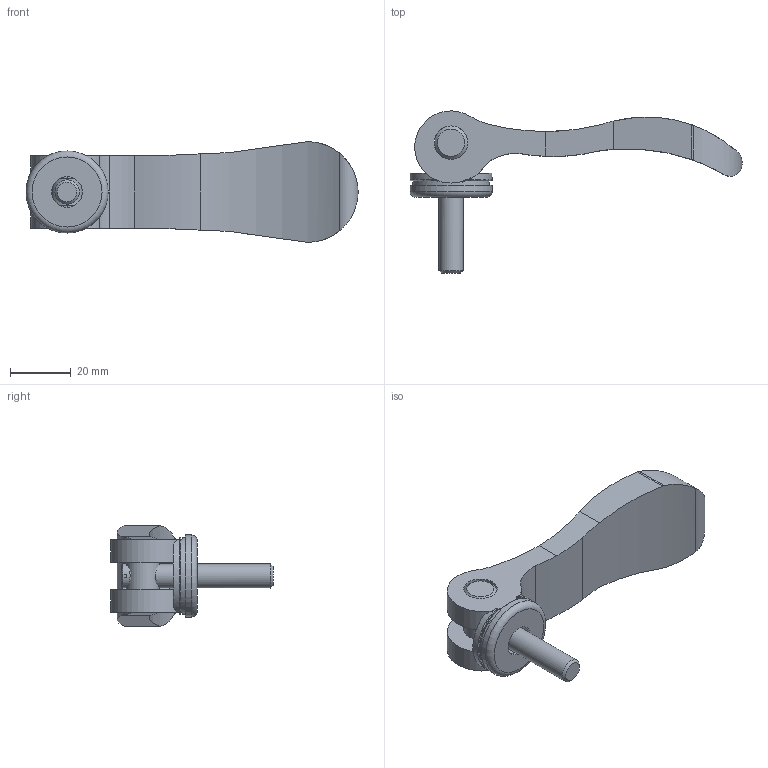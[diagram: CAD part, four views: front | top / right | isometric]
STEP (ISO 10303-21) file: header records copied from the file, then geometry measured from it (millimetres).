
FILE_DESCRIPTION( ( 'STEP AP214' ), '1' );
FILE_NAME( 'K0006.2501108X25.stp', '2020-11-24T14:28:32', ( '' ), ( '' ), ' ', 'PARTsolutions', ' ' );
FILE_SCHEMA( ( 'AUTOMOTIVE_DESIGN { 1 0 10303 214 1 1 1 1 }' ) );
Length unit declared in the file: millimetre
Products named in the file (6): K0006.2501108X25; _exzentergriff_2; _achsbolzen_M 82; _2M 82512.51; _scheibe_2; _druckscheibe_2
Assembly tree (5 placements, depth 2):
  K0006.2501108X25
    _exzentergriff_2
    _achsbolzen_M 82
    _2M 82512.51
    _scheibe_2
    _druckscheibe_2
Bounding box: 109.55 x 53.49 x 33.2 mm (x, y, z)
Volume: 34729.7 mm3; surface area: 14947.7 mm2
Topology: 5 solids, 5 shells, 73 faces, 182 edges, 120 vertices
Faces by surface type: cylinder 28, plane 27, cone 11, torus 7
Full cylindrical faces by diameter (mm): 7.188 x1, 8 x1, 10.2 x1, 10.3 x1, 11 x1, 11.1 x2, 25.25 x1, 25.4 x1, 27.1 x1
Entity records: 3246 total; most frequent: CARTESIAN_POINT 908, DIRECTION 354, ORIENTED_EDGE 320, EDGE_CURVE 160, AXIS2_PLACEMENT_3D 156, VERTEX_POINT 114, EDGE_LOOP 100, FACE_OUTER_BOUND 86
